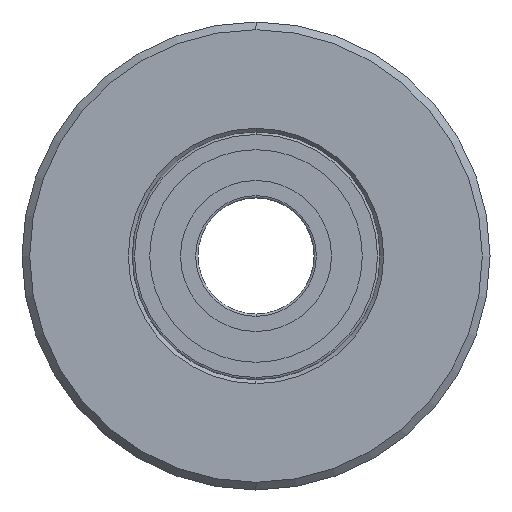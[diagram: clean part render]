
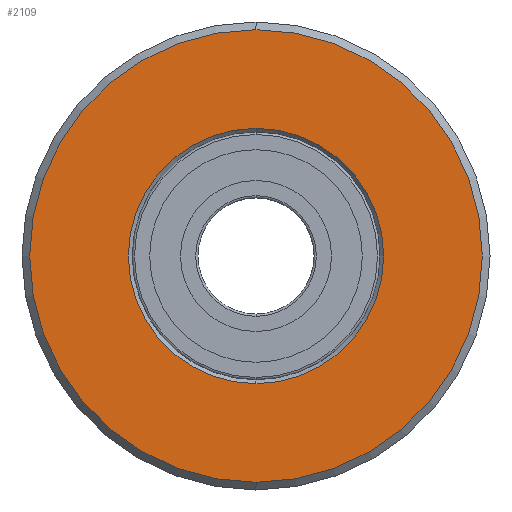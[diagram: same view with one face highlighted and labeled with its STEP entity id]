
A CAD part, left-side view. The second image highlights one B-rep face of the part: STEP entity #2109.
In plain terms, the highlighted planar face has unit normal (-1, 0, 0).
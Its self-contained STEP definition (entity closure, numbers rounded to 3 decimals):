
#157 = CARTESIAN_POINT ( 'NONE',  ( 0., 0., 0. ) ) ;
#266 = CARTESIAN_POINT ( 'NONE',  ( 0., 0., 0. ) ) ;
#277 = DIRECTION ( 'NONE',  ( 1., 0., 0. ) ) ;
#339 = DIRECTION ( 'NONE',  ( 1., 0., 0. ) ) ;
#357 = DIRECTION ( 'NONE',  ( 0., 0., -1. ) ) ;
#387 = CARTESIAN_POINT ( 'NONE',  ( 0., 0., 0. ) ) ;
#549 = CARTESIAN_POINT ( 'NONE',  ( 0., 0., 16.5 ) ) ;
#609 = AXIS2_PLACEMENT_3D ( 'NONE', #387, #1491, #2216 ) ;
#616 = FACE_OUTER_BOUND ( 'NONE', #983, .T. ) ;
#647 = CIRCLE ( 'NONE', #1885, 16.5 ) ;
#648 = CARTESIAN_POINT ( 'NONE',  ( 0., 15., 0. ) ) ;
#708 = DIRECTION ( 'NONE',  ( 1., 0., 0. ) ) ;
#732 = VERTEX_POINT ( 'NONE', #2325 ) ;
#747 = AXIS2_PLACEMENT_3D ( 'NONE', #266, #1033, #2094 ) ;
#769 = EDGE_CURVE ( 'NONE', #2387, #1881, #1287, .T. ) ;
#913 = CIRCLE ( 'NONE', #747, 29.25 ) ;
#953 = VERTEX_POINT ( 'NONE', #1344 ) ;
#959 = ORIENTED_EDGE ( 'NONE', *, *, #1269, .T. ) ;
#983 = EDGE_LOOP ( 'NONE', ( #1839, #1318 ) ) ;
#1033 = DIRECTION ( 'NONE',  ( -1., 0., 0. ) ) ;
#1071 = AXIS2_PLACEMENT_3D ( 'NONE', #157, #708, #357 ) ;
#1118 = ORIENTED_EDGE ( 'NONE', *, *, #769, .T. ) ;
#1269 = EDGE_CURVE ( 'NONE', #1881, #2387, #647, .T. ) ;
#1287 = CIRCLE ( 'NONE', #1071, 16.5 ) ;
#1318 = ORIENTED_EDGE ( 'NONE', *, *, #2097, .T. ) ;
#1320 = CARTESIAN_POINT ( 'NONE',  ( 0., 0., -16.5 ) ) ;
#1344 = CARTESIAN_POINT ( 'NONE',  ( 0., 0., -29.25 ) ) ;
#1393 = PLANE ( 'NONE',  #1604 ) ;
#1491 = DIRECTION ( 'NONE',  ( -1., 0., 0. ) ) ;
#1569 = FACE_BOUND ( 'NONE', #2358, .T. ) ;
#1604 = AXIS2_PLACEMENT_3D ( 'NONE', #648, #277, #1758 ) ;
#1758 = DIRECTION ( 'NONE',  ( 0., 0., -1. ) ) ;
#1839 = ORIENTED_EDGE ( 'NONE', *, *, #1872, .T. ) ;
#1872 = EDGE_CURVE ( 'NONE', #953, #732, #1968, .T. ) ;
#1881 = VERTEX_POINT ( 'NONE', #1320 ) ;
#1885 = AXIS2_PLACEMENT_3D ( 'NONE', #1997, #339, #2005 ) ;
#1968 = CIRCLE ( 'NONE', #609, 29.25 ) ;
#1997 = CARTESIAN_POINT ( 'NONE',  ( 0., 0., 0. ) ) ;
#2005 = DIRECTION ( 'NONE',  ( 0., 0., -1. ) ) ;
#2094 = DIRECTION ( 'NONE',  ( 0., 0., -1. ) ) ;
#2097 = EDGE_CURVE ( 'NONE', #732, #953, #913, .T. ) ;
#2109 = ADVANCED_FACE ( 'NONE', ( #1569, #616 ), #1393, .F. ) ;
#2216 = DIRECTION ( 'NONE',  ( 0., 0., -1. ) ) ;
#2325 = CARTESIAN_POINT ( 'NONE',  ( 0., 0., 29.25 ) ) ;
#2358 = EDGE_LOOP ( 'NONE', ( #1118, #959 ) ) ;
#2387 = VERTEX_POINT ( 'NONE', #549 ) ;
